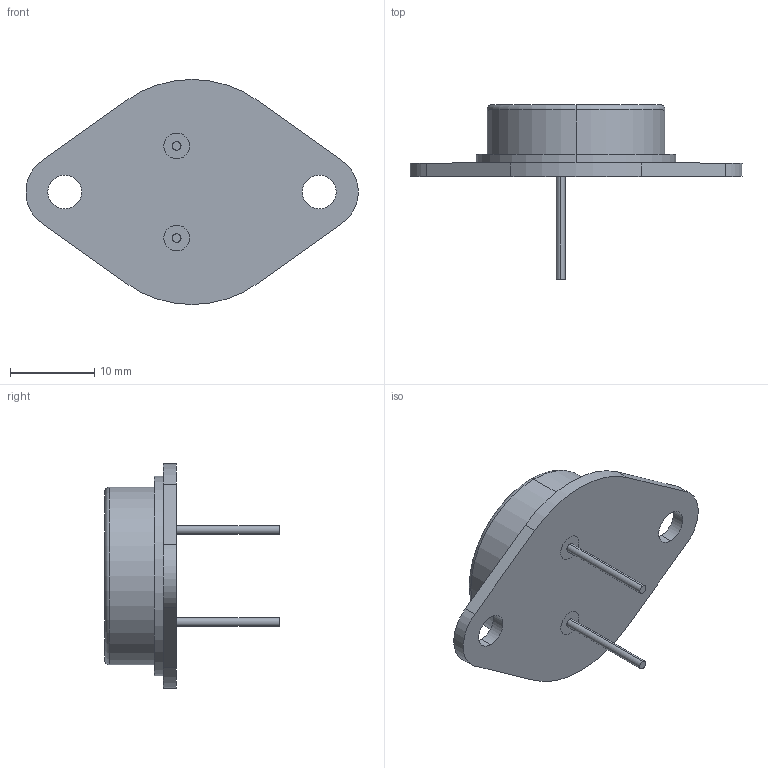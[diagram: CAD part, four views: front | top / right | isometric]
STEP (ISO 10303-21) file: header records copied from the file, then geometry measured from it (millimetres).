
FILE_DESCRIPTION (( 'STEP AP214' ), '1' );
FILE_NAME ('1-07.STEP', '2024-05-15T13:51:31', ( 'LENOVO' ), ( '' ), 'SwSTEP 2.0', 'SolidWorks 2021', '' );
FILE_SCHEMA (( 'AUTOMOTIVE_DESIGN' ));
Length unit declared in the file: inch
Products named in the file (1): 1-07
Bounding box: 39.34 x 20.7 x 26.67 mm (x, y, z)
Volume: 3594.4 mm3; surface area: 2158.4 mm2
Topology: 5 solids, 5 shells, 45 faces, 91 edges, 60 vertices
Faces by surface type: cylinder 25, plane 18, torus 2
Entity records: 1295 total; most frequent: DIRECTION 237, CARTESIAN_POINT 197, ORIENTED_EDGE 182, AXIS2_PLACEMENT_3D 100, EDGE_CURVE 91, VERTEX_POINT 60, CIRCLE 54, EDGE_LOOP 53
